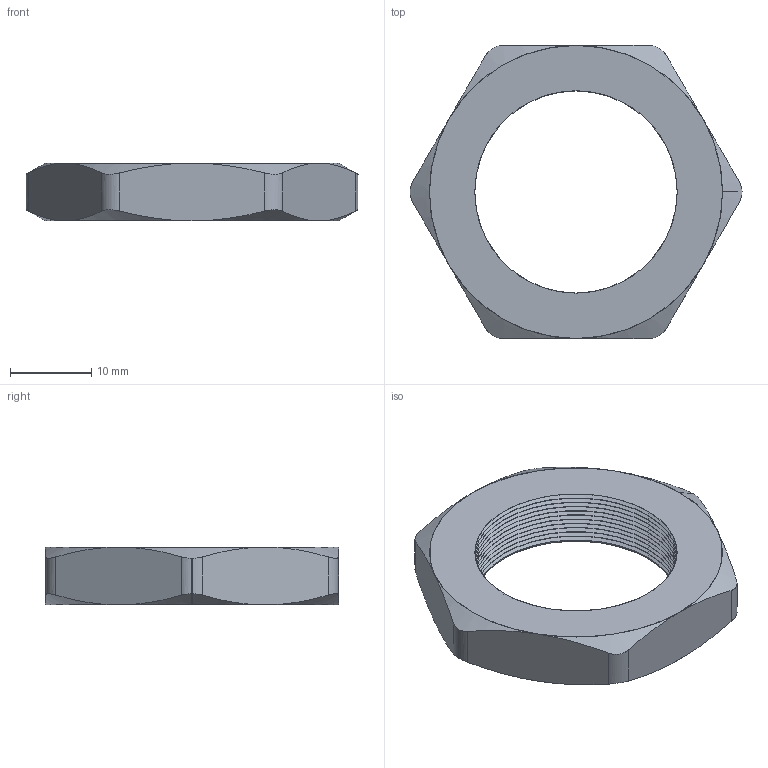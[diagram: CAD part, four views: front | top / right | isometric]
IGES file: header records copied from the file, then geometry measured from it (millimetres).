
Start section: SolidWorks IGES file using analytic representation for surfaces
Global section: file name: NM-25-GY.IGS; native system: SolidWorks 2007; preprocessor: SolidWorks 2007; author: BAYSTATE 02; date: 080623.180631; units: inch
Bounding box: 40.86 x 36.07 x 7.11 mm (x, y, z)
Surface area: 3135 mm2 (no closed solid volume)
Topology: 0 solids, 0 shells, 95 faces, 756 edges, 756 vertices
Faces by surface type: revolution 87, bspline 8
